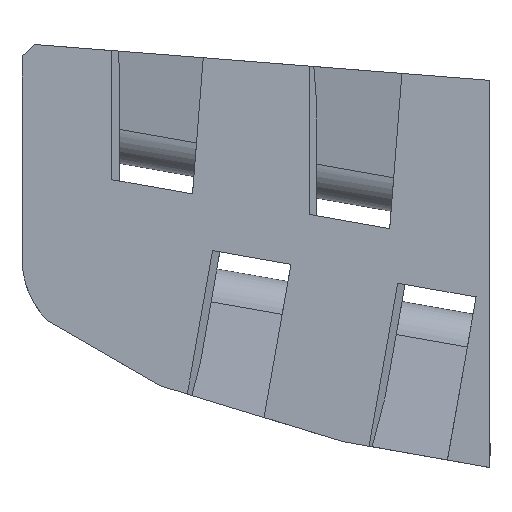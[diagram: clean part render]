
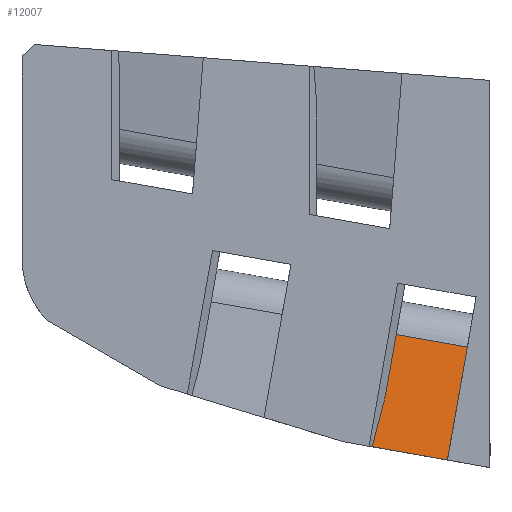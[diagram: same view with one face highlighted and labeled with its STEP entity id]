
A CAD part, left-side view. The second image highlights one B-rep face of the part: STEP entity #12007.
In plain terms, the highlighted planar face has unit normal (-0.995, -0.018, 0.103).
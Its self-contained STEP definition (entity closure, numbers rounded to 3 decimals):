
#518 = PLANE('',#519);
#519 = AXIS2_PLACEMENT_3D('',#520,#521,#522);
#520 = CARTESIAN_POINT('',(185.525,62.542,-58.86));
#521 = DIRECTION('',(0.,0.174,-0.985)
  );
#522 = DIRECTION('',(0.,-0.985,-0.174
    ));
#1721 = PLANE('',#1722);
#1722 = AXIS2_PLACEMENT_3D('',#1723,#1724,#1725);
#1723 = CARTESIAN_POINT('',(185.525,44.42,-56.014));
#1724 = DIRECTION('',(0.,-0.985,
    -0.174));
#1725 = DIRECTION('',(0.,-0.174,0.985)
  );
#3867 = PLANE('',#3868);
#3868 = AXIS2_PLACEMENT_3D('',#3869,#3870,#3871);
#3869 = CARTESIAN_POINT('',(177.725,47.164,-54.013));
#3870 = DIRECTION('',(-0.6,-0.788,-0.139));
#3871 = DIRECTION('',(0.,-0.174,0.985
    ));
#5467 = VERTEX_POINT('',#5468);
#5468 = CARTESIAN_POINT('',(177.7,48.476,
    -61.341));
#5489 = EDGE_CURVE('',#5490,#5467,#5492,.T.);
#5490 = VERTEX_POINT('',#5491);
#5491 = CARTESIAN_POINT('',(177.925,47.937,-59.258));
#5492 = SURFACE_CURVE('',#5493,(#5497,#5504),.PCURVE_S1.);
#5493 = LINE('',#5494,#5495);
#5494 = CARTESIAN_POINT('',(178.465,46.646,
    -54.27));
#5495 = VECTOR('',#5496,1.);
#5496 = DIRECTION('',(-0.104,0.249,-0.963));
#5497 = PCURVE('',#3867,#5498);
#5498 = DEFINITIONAL_REPRESENTATION('',(#5499),#5503);
#5499 = LINE('',#5500,#5501);
#5500 = CARTESIAN_POINT('',(-0.163,-0.925));
#5501 = VECTOR('',#5502,1.);
#5502 = DIRECTION('',(-0.991,0.13));
#5503 = ( GEOMETRIC_REPRESENTATION_CONTEXT(2) 
PARAMETRIC_REPRESENTATION_CONTEXT() REPRESENTATION_CONTEXT('2D SPACE',''
  ) );
#5504 = PCURVE('',#5505,#5510);
#5505 = PLANE('',#5506);
#5506 = AXIS2_PLACEMENT_3D('',#5507,#5508,#5509);
#5507 = CARTESIAN_POINT('',(178.482,49.139,
    -53.669));
#5508 = DIRECTION('',(0.995,0.018,-0.103)
  );
#5509 = DIRECTION('',(-0.103,-0.001,
    -0.995));
#5510 = DEFINITIONAL_REPRESENTATION('',(#5511),#5515);
#5511 = LINE('',#5512,#5513);
#5512 = CARTESIAN_POINT('',(0.602,-2.493));
#5513 = VECTOR('',#5514,1.);
#5514 = DIRECTION('',(0.968,0.25));
#5515 = ( GEOMETRIC_REPRESENTATION_CONTEXT(2) 
PARAMETRIC_REPRESENTATION_CONTEXT() REPRESENTATION_CONTEXT('2D SPACE',''
  ) );
#5533 = PLANE('',#5534);
#5534 = AXIS2_PLACEMENT_3D('',#5535,#5536,#5537);
#5535 = CARTESIAN_POINT('',(185.525,46.998,-53.935));
#5536 = DIRECTION('',(0.,0.985,0.174)
  );
#5537 = DIRECTION('',(0.,0.174,-0.985)
  );
#5854 = EDGE_CURVE('',#5490,#5855,#5857,.T.);
#5855 = VERTEX_POINT('',#5856);
#5856 = CARTESIAN_POINT('',(178.184,47.509,
    -56.833));
#5857 = SURFACE_CURVE('',#5858,(#5862,#5869),.PCURVE_S1.);
#5858 = LINE('',#5859,#5860);
#5859 = CARTESIAN_POINT('',(178.526,46.944,
    -53.629));
#5860 = VECTOR('',#5861,1.);
#5861 = DIRECTION('',(0.105,-0.173,0.979));
#5862 = PCURVE('',#5533,#5863);
#5863 = DEFINITIONAL_REPRESENTATION('',(#5864),#5868);
#5864 = LINE('',#5865,#5866);
#5865 = CARTESIAN_POINT('',(-0.31,6.999));
#5866 = VECTOR('',#5867,1.);
#5867 = DIRECTION('',(-0.995,-0.105));
#5868 = ( GEOMETRIC_REPRESENTATION_CONTEXT(2) 
PARAMETRIC_REPRESENTATION_CONTEXT() REPRESENTATION_CONTEXT('2D SPACE',''
  ) );
#5869 = PCURVE('',#5505,#5870);
#5870 = DEFINITIONAL_REPRESENTATION('',(#5871),#5875);
#5871 = LINE('',#5872,#5873);
#5872 = CARTESIAN_POINT('',(-0.042,-2.196));
#5873 = VECTOR('',#5874,1.);
#5874 = DIRECTION('',(-0.985,-0.174));
#5875 = ( GEOMETRIC_REPRESENTATION_CONTEXT(2) 
PARAMETRIC_REPRESENTATION_CONTEXT() REPRESENTATION_CONTEXT('2D SPACE',''
  ) );
#5894 = CYLINDRICAL_SURFACE('',#5895,1.5);
#5895 = AXIS2_PLACEMENT_3D('',#5896,#5897,#5898);
#5896 = CARTESIAN_POINT('',(179.676,48.597,
    -56.8));
#5897 = DIRECTION('',(0.,-0.985,
    -0.174));
#5898 = DIRECTION('',(-0.669,-0.129,0.732));
#8033 = VERTEX_POINT('',#8034);
#8034 = CARTESIAN_POINT('',(178.184,44.653,
    -57.337));
#8056 = EDGE_CURVE('',#8033,#8057,#8059,.T.);
#8057 = VERTEX_POINT('',#8058);
#8058 = CARTESIAN_POINT('',(177.7,45.453,
    -61.873));
#8059 = SURFACE_CURVE('',#8060,(#8064,#8071),.PCURVE_S1.);
#8060 = LINE('',#8061,#8062);
#8061 = CARTESIAN_POINT('',(178.443,44.226,
    -54.912));
#8062 = VECTOR('',#8063,1.);
#8063 = DIRECTION('',(-0.105,0.173,-0.979));
#8064 = PCURVE('',#1721,#8065);
#8065 = DEFINITIONAL_REPRESENTATION('',(#8066),#8070);
#8066 = LINE('',#8067,#8068);
#8067 = CARTESIAN_POINT('',(1.119,7.082));
#8068 = VECTOR('',#8069,1.);
#8069 = DIRECTION('',(-0.995,0.105));
#8070 = ( GEOMETRIC_REPRESENTATION_CONTEXT(2) 
PARAMETRIC_REPRESENTATION_CONTEXT() REPRESENTATION_CONTEXT('2D SPACE',''
  ) );
#8071 = PCURVE('',#5505,#8072);
#8072 = DEFINITIONAL_REPRESENTATION('',(#8073),#8077);
#8073 = LINE('',#8074,#8075);
#8074 = CARTESIAN_POINT('',(1.245,-4.913));
#8075 = VECTOR('',#8076,1.);
#8076 = DIRECTION('',(0.985,0.174));
#8077 = ( GEOMETRIC_REPRESENTATION_CONTEXT(2) 
PARAMETRIC_REPRESENTATION_CONTEXT() REPRESENTATION_CONTEXT('2D SPACE',''
  ) );
#11642 = EDGE_CURVE('',#5467,#8057,#11643,.T.);
#11643 = SURFACE_CURVE('',#11644,(#11648,#11655),.PCURVE_S1.);
#11644 = LINE('',#11645,#11646);
#11645 = CARTESIAN_POINT('',(177.7,56.487,
    -59.928));
#11646 = VECTOR('',#11647,1.);
#11647 = DIRECTION('',(0.,-0.985,
    -0.174));
#11648 = PCURVE('',#518,#11649);
#11649 = DEFINITIONAL_REPRESENTATION('',(#11650),#11654);
#11650 = LINE('',#11651,#11652);
#11651 = CARTESIAN_POINT('',(6.149,7.825));
#11652 = VECTOR('',#11653,1.);
#11653 = DIRECTION('',(1.,0.));
#11654 = ( GEOMETRIC_REPRESENTATION_CONTEXT(2) 
PARAMETRIC_REPRESENTATION_CONTEXT() REPRESENTATION_CONTEXT('2D SPACE',''
  ) );
#11655 = PCURVE('',#5505,#11656);
#11656 = DEFINITIONAL_REPRESENTATION('',(#11657),#11661);
#11657 = LINE('',#11658,#11659);
#11658 = CARTESIAN_POINT('',(6.299,7.354));
#11659 = VECTOR('',#11660,1.);
#11660 = DIRECTION('',(0.174,-0.985));
#11661 = ( GEOMETRIC_REPRESENTATION_CONTEXT(2) 
PARAMETRIC_REPRESENTATION_CONTEXT() REPRESENTATION_CONTEXT('2D SPACE',''
  ) );
#11965 = EDGE_CURVE('',#5855,#8033,#11966,.T.);
#11966 = SURFACE_CURVE('',#11967,(#11971,#11978),.PCURVE_S1.);
#11967 = LINE('',#11968,#11969);
#11968 = CARTESIAN_POINT('',(178.184,48.57,
    -56.646));
#11969 = VECTOR('',#11970,1.);
#11970 = DIRECTION('',(0.,-0.985,
    -0.174));
#11971 = PCURVE('',#5894,#11972);
#11972 = DEFINITIONAL_REPRESENTATION('',(#11973),#11977);
#11973 = LINE('',#11974,#11975);
#11974 = CARTESIAN_POINT('',(0.733,0.));
#11975 = VECTOR('',#11976,1.);
#11976 = DIRECTION('',(0.,1.));
#11977 = ( GEOMETRIC_REPRESENTATION_CONTEXT(2) 
PARAMETRIC_REPRESENTATION_CONTEXT() REPRESENTATION_CONTEXT('2D SPACE',''
  ) );
#11978 = PCURVE('',#5505,#11979);
#11979 = DEFINITIONAL_REPRESENTATION('',(#11980),#11984);
#11980 = LINE('',#11981,#11982);
#11981 = CARTESIAN_POINT('',(2.992,-0.566));
#11982 = VECTOR('',#11983,1.);
#11983 = DIRECTION('',(0.174,-0.985));
#11984 = ( GEOMETRIC_REPRESENTATION_CONTEXT(2) 
PARAMETRIC_REPRESENTATION_CONTEXT() REPRESENTATION_CONTEXT('2D SPACE',''
  ) );
#12007 = ADVANCED_FACE('',(#12008),#5505,.F.);
#12008 = FACE_BOUND('',#12009,.T.);
#12009 = EDGE_LOOP('',(#12010,#12011,#12012,#12013,#12014));
#12010 = ORIENTED_EDGE('',*,*,#11965,.F.);
#12011 = ORIENTED_EDGE('',*,*,#5854,.F.);
#12012 = ORIENTED_EDGE('',*,*,#5489,.T.);
#12013 = ORIENTED_EDGE('',*,*,#11642,.T.);
#12014 = ORIENTED_EDGE('',*,*,#8056,.F.);
